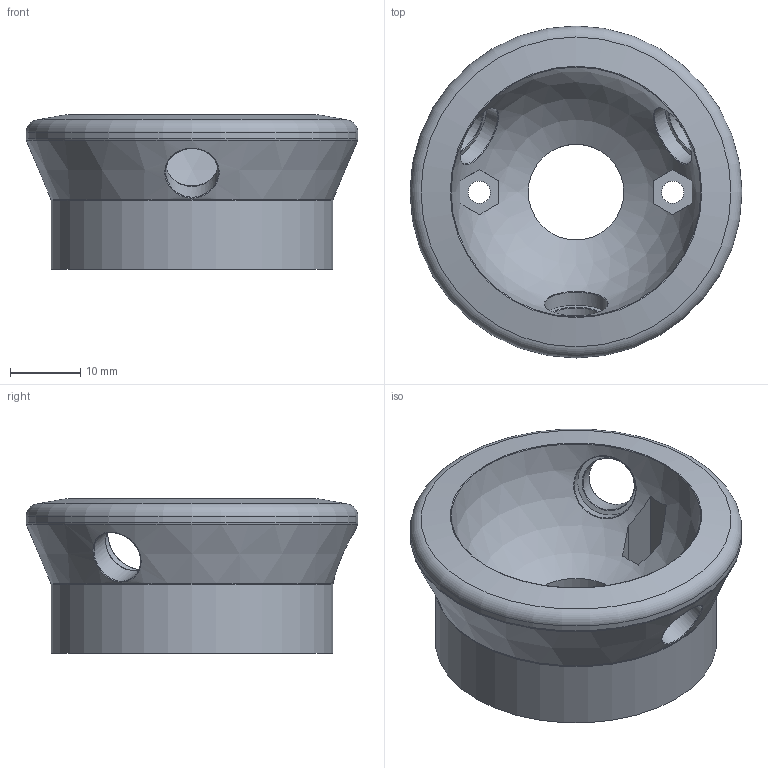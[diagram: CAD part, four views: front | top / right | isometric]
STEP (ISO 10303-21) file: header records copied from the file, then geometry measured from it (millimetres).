
FILE_DESCRIPTION(/* description */ (''),/* implementation_level */ '2;1');
FILE_NAME(/* name */ 'Trackball Mount Semi.step',/* time_stamp */ '2023-08-01T21:54:05+01:00',/* author */ (''),/* organization */ (''),/* preprocessor_version */ 'ST-DEVELOPER v20',/* originating_system */ 'Autodesk Translation Framework v12.9.0.99',/* authorisation */ '');
FILE_SCHEMA (('AUTOMOTIVE_DESIGN { 1 0 10303 214 3 1 1 }'));
Length unit declared in the file: millimetre
Products named in the file (1): Trackball Mount Semi
Bounding box: 47.4 x 47.4 x 22.07 mm (x, y, z)
Volume: 16904.5 mm3; surface area: 7403.5 mm2
Topology: 1 solids, 1 shells, 62 faces, 155 edges, 99 vertices
Faces by surface type: plane 27, cylinder 15, bspline 7, torus 6, cone 6, sphere 1
Full cylindrical faces by diameter (mm): 3.2 x2, 7.52 x3, 9.04 x3, 13.647 x1, 40.2 x1, 47.4 x1
Entity records: 2510 total; most frequent: CARTESIAN_POINT 960, DIRECTION 321, ORIENTED_EDGE 310, EDGE_CURVE 155, AXIS2_PLACEMENT_3D 128, VERTEX_POINT 99, EDGE_LOOP 78, CIRCLE 72
